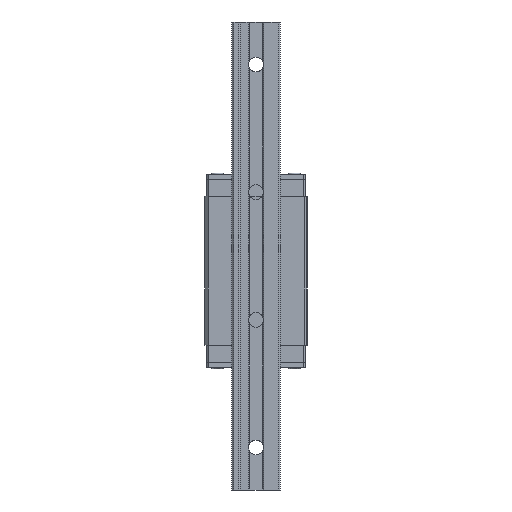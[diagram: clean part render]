
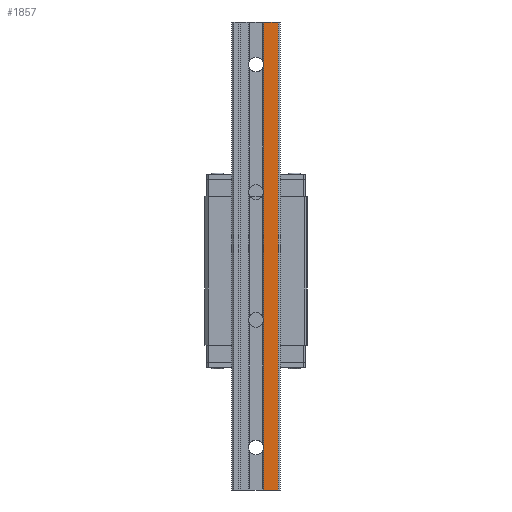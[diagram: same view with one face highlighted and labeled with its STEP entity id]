
A CAD part, front view. The second image highlights one B-rep face of the part: STEP entity #1857.
In plain terms, the highlighted planar face has unit normal (0, -1, 0).
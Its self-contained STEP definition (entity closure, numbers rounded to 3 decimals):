
#125 = LINE ( 'NONE', #7608, #6958 ) ;
#289 = ORIENTED_EDGE ( 'NONE', *, *, #2145, .F. ) ;
#586 = CARTESIAN_POINT ( 'NONE',  ( 3.7, -20., 0. ) ) ;
#944 = DIRECTION ( 'NONE',  ( 0., 0., 1. ) ) ;
#1033 = CARTESIAN_POINT ( 'NONE',  ( 10.4, -20., 0. ) ) ;
#1104 = VERTEX_POINT ( 'NONE', #1033 ) ;
#1445 = VECTOR ( 'NONE', #944, 1000. ) ;
#1563 = VECTOR ( 'NONE', #2935, 1000. ) ;
#1818 = CARTESIAN_POINT ( 'NONE',  ( 3.7, -20., -220. ) ) ;
#1857 = ADVANCED_FACE ( 'NONE', ( #5154 ), #8270, .T. ) ;
#2145 = EDGE_CURVE ( 'NONE', #6625, #4526, #3528, .T. ) ;
#2676 = CARTESIAN_POINT ( 'NONE',  ( 3.7, -20., -220. ) ) ;
#2935 = DIRECTION ( 'NONE',  ( 1., 0., 0. ) ) ;
#3441 = DIRECTION ( 'NONE',  ( 0., 0., 1. ) ) ;
#3528 = LINE ( 'NONE', #1818, #1445 ) ;
#3782 = CARTESIAN_POINT ( 'NONE',  ( 3.7, -20., -220. ) ) ;
#3789 = EDGE_CURVE ( 'NONE', #4966, #1104, #5990, .T. ) ;
#4052 = EDGE_CURVE ( 'NONE', #6625, #4966, #5479, .T. ) ;
#4285 = CARTESIAN_POINT ( 'NONE',  ( 10.4, -20., -220. ) ) ;
#4485 = EDGE_CURVE ( 'NONE', #4526, #1104, #125, .T. ) ;
#4526 = VERTEX_POINT ( 'NONE', #586 ) ;
#4966 = VERTEX_POINT ( 'NONE', #8244 ) ;
#4989 = AXIS2_PLACEMENT_3D ( 'NONE', #7430, #6585, #5731 ) ;
#5154 = FACE_OUTER_BOUND ( 'NONE', #7227, .T. ) ;
#5479 = LINE ( 'NONE', #3782, #1563 ) ;
#5731 = DIRECTION ( 'NONE',  ( 0., 0., -1. ) ) ;
#5990 = LINE ( 'NONE', #4285, #6286 ) ;
#6276 = ORIENTED_EDGE ( 'NONE', *, *, #3789, .T. ) ;
#6286 = VECTOR ( 'NONE', #3441, 1000. ) ;
#6585 = DIRECTION ( 'NONE',  ( 0., -1., 0. ) ) ;
#6625 = VERTEX_POINT ( 'NONE', #2676 ) ;
#6759 = DIRECTION ( 'NONE',  ( 1., 0., 0. ) ) ;
#6780 = ORIENTED_EDGE ( 'NONE', *, *, #4485, .F. ) ;
#6958 = VECTOR ( 'NONE', #6759, 1000. ) ;
#7227 = EDGE_LOOP ( 'NONE', ( #6780, #289, #8269, #6276 ) ) ;
#7430 = CARTESIAN_POINT ( 'NONE',  ( 3.7, -20., -220. ) ) ;
#7608 = CARTESIAN_POINT ( 'NONE',  ( 3.7, -20., 0. ) ) ;
#8244 = CARTESIAN_POINT ( 'NONE',  ( 10.4, -20., -220. ) ) ;
#8269 = ORIENTED_EDGE ( 'NONE', *, *, #4052, .T. ) ;
#8270 = PLANE ( 'NONE',  #4989 ) ;
